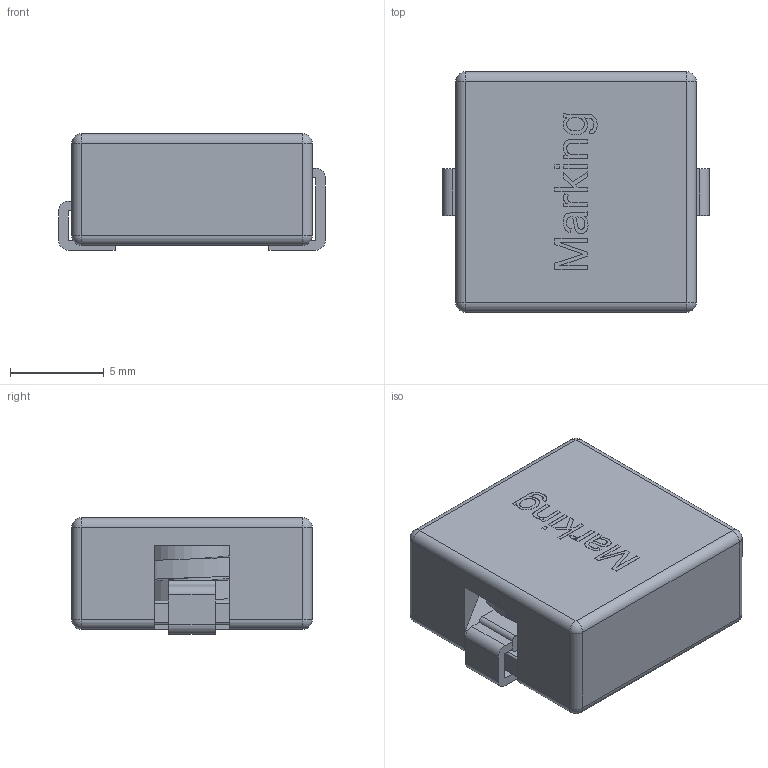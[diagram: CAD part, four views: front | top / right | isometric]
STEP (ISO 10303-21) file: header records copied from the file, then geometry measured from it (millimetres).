
FILE_DESCRIPTION(/* description */ ('Unknown'),/* implementation_level */ '2;1');
FILE_NAME(/* name */ 'L_Wurth_WE-HCI_1365',/* time_stamp */ '2022-04-20T11:25:28+08:00',/* author */ ('Unknown'),/* organization */ ('Unknown'),/* preprocessor_version */ 'ST-DEVELOPER v16.7',/* originating_system */ 'Solid Edge',/* authorisation */ 'Unknown');
FILE_SCHEMA (('AUTOMOTIVE_DESIGN {1 0 10303 214 3 1 1}'));
Length unit declared in the file: millimetre
Products named in the file (2): L_Wurth_WE-HCI_1365
Assembly tree (1 placements, depth 2):
  L_Wurth_WE-HCI_1365
    L_Wurth_WE-HCI_1365
Bounding box: 14.2 x 12.8 x 6.2 mm (x, y, z)
Volume: 842.5 mm3; surface area: 1187.7 mm2
Topology: 1 solids, 1 shells, 173 faces, 470 edges, 296 vertices
Faces by surface type: plane 104, cylinder 44, bspline 17, sphere 8
Full cylindrical faces by diameter (mm): 5.2 x1
Entity records: 7446 total; most frequent: CARTESIAN_POINT 1993, ORIENTED_EDGE 920, DIRECTION 791, EDGE_CURVE 460, LINE 327, VECTOR 327, VERTEX_POINT 296, AXIS2_PLACEMENT_3D 232
